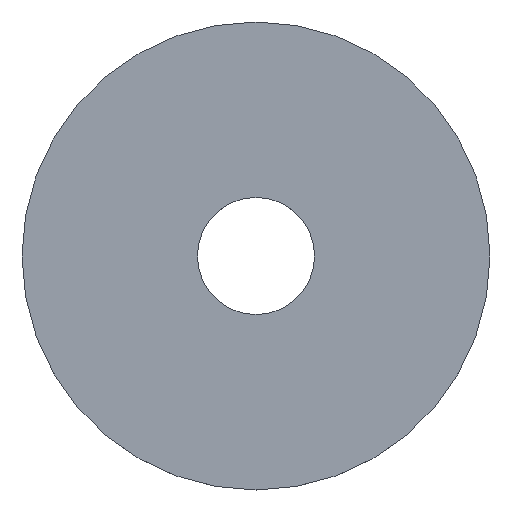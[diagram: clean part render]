
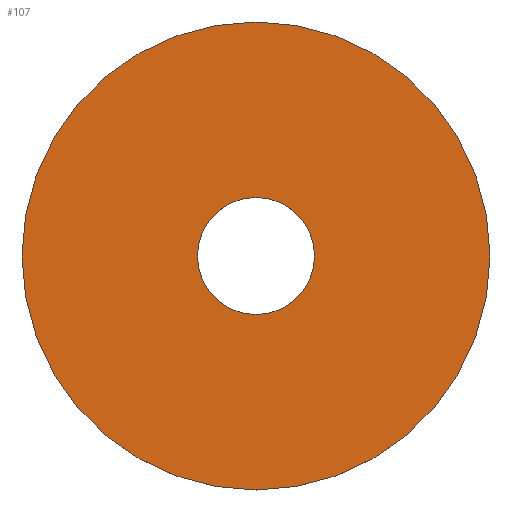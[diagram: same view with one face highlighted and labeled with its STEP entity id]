
A CAD part, top view. The second image highlights one B-rep face of the part: STEP entity #107.
In plain terms, the highlighted planar face has unit normal (0, 0, 1).
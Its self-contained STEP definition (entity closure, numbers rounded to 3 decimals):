
#1 = CARTESIAN_POINT ( 'NONE',  ( 0., 0., 0.9 ) ) ;
#13 = EDGE_CURVE ( 'NONE', #103, #103, #96, .T. ) ;
#15 = AXIS2_PLACEMENT_3D ( 'NONE', #112, #19, #162 ) ;
#19 = DIRECTION ( 'NONE',  ( 0., 0., -1. ) ) ;
#24 = DIRECTION ( 'NONE',  ( 0., 0., -1. ) ) ;
#31 = VERTEX_POINT ( 'NONE', #164 ) ;
#40 = FACE_BOUND ( 'NONE', #69, .T. ) ;
#53 = DIRECTION ( 'NONE',  ( 0., 0., 1. ) ) ;
#66 = FACE_OUTER_BOUND ( 'NONE', #91, .T. ) ;
#69 = EDGE_LOOP ( 'NONE', ( #97 ) ) ;
#78 = DIRECTION ( 'NONE',  ( 0., 1., 0. ) ) ;
#91 = EDGE_LOOP ( 'NONE', ( #144 ) ) ;
#96 = CIRCLE ( 'NONE', #154, 5. ) ;
#97 = ORIENTED_EDGE ( 'NONE', *, *, #13, .T. ) ;
#99 = CARTESIAN_POINT ( 'NONE',  ( 0., 5., 0.9 ) ) ;
#103 = VERTEX_POINT ( 'NONE', #149 ) ;
#107 = ADVANCED_FACE ( 'NONE', ( #40, #66 ), #114, .T. ) ;
#108 = CIRCLE ( 'NONE', #15, 20. ) ;
#112 = CARTESIAN_POINT ( 'NONE',  ( 0., 0., 0.9 ) ) ;
#114 = PLANE ( 'NONE',  #137 ) ;
#137 = AXIS2_PLACEMENT_3D ( 'NONE', #99, #53, #161 ) ;
#140 = EDGE_CURVE ( 'NONE', #31, #31, #108, .T. ) ;
#144 = ORIENTED_EDGE ( 'NONE', *, *, #140, .F. ) ;
#149 = CARTESIAN_POINT ( 'NONE',  ( 0., 5., 0.9 ) ) ;
#154 = AXIS2_PLACEMENT_3D ( 'NONE', #1, #24, #78 ) ;
#161 = DIRECTION ( 'NONE',  ( 0., -1., 0. ) ) ;
#162 = DIRECTION ( 'NONE',  ( 0., 1., 0. ) ) ;
#164 = CARTESIAN_POINT ( 'NONE',  ( 0., 20., 0.9 ) ) ;
